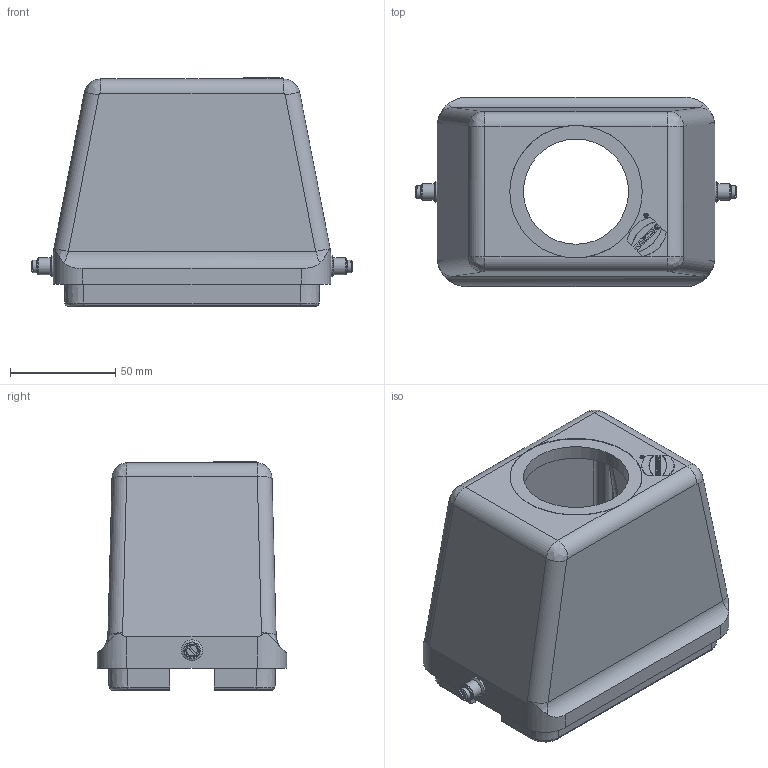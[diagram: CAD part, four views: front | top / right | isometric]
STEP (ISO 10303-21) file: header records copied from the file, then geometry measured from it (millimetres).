
FILE_DESCRIPTION(/* description */ (''),/* implementation_level */ '2;1');
FILE_NAME(/* name */ '100106639ugm000_e.stp',/* time_stamp */ '2017-11-07T16:21:21+01:00',/* author */ (''),/* organization */ (''),/* preprocessor_version */ 'ST-DEVELOPER v16',/* originating_system */ 'SIEMENS PLM Software NX 10.0',/* authorisation */ '');
FILE_SCHEMA (('AUTOMOTIVE_DESIGN { 1 0 10303 214 3 1 1 1 }'));
Length unit declared in the file: millimetre
Products named in the file (1): 100106639ugm000_e
Bounding box: 153 x 90 x 108.5 mm (x, y, z)
Volume: 259400.6 mm3; surface area: 93716 mm2
Topology: 7 solids, 7 shells, 402 faces, 1571 edges, 1759 vertices
Faces by surface type: plane 208, cylinder 112, cone 40, bspline 26, torus 16
Full cylindrical faces by diameter (mm): 3 x8, 3.2 x2, 4.4 x2, 4.91 x2, 6 x6, 7.3 x2, 8 x2, 10 x2, 50 x1, 63 x1
Entity records: 18229 total; most frequent: CARTESIAN_POINT 4503, DIRECTION 2121, ORIENTED_EDGE 1854, EDGE_CURVE 927, LINE 733, VECTOR 733, PRESENTATION_STYLE_ASSIGNMENT 707, AXIS2_PLACEMENT_3D 694
